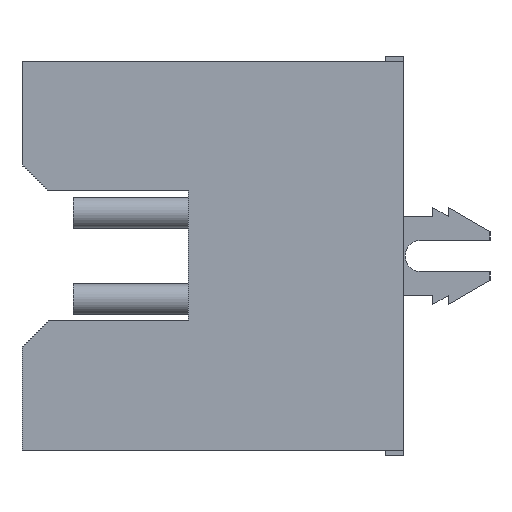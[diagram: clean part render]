
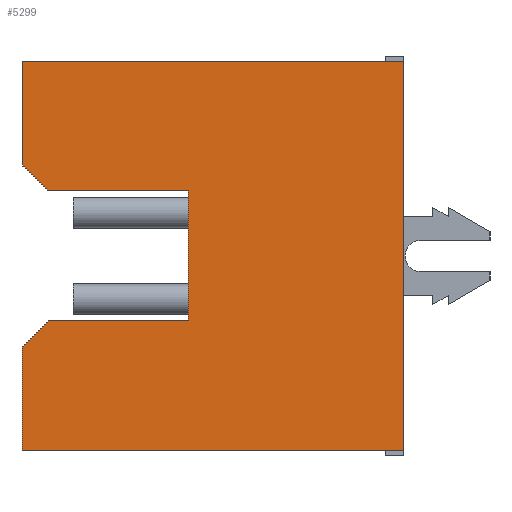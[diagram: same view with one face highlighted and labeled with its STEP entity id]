
A CAD part, left-side view. The second image highlights one B-rep face of the part: STEP entity #5299.
In plain terms, the highlighted planar face has unit normal (-1, 0, 0).
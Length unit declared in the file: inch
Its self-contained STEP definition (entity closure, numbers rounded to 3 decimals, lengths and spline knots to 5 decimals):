
#289=ORIENTED_EDGE('',*,*,#1838,.T.);
#290=ORIENTED_EDGE('',*,*,#1813,.T.);
#291=ORIENTED_EDGE('',*,*,#1839,.F.);
#292=ORIENTED_EDGE('',*,*,#1811,.F.);
#293=ORIENTED_EDGE('',*,*,#1840,.T.);
#294=ORIENTED_EDGE('',*,*,#1826,.F.);
#295=ORIENTED_EDGE('',*,*,#1779,.T.);
#296=ORIENTED_EDGE('',*,*,#1804,.T.);
#297=ORIENTED_EDGE('',*,*,#1841,.F.);
#298=ORIENTED_EDGE('',*,*,#1835,.F.);
#1779=EDGE_CURVE('',#2558,#2557,#3086,.T.);
#1804=EDGE_CURVE('',#2557,#2578,#3111,.T.);
#1811=EDGE_CURVE('',#2585,#2586,#3118,.T.);
#1813=EDGE_CURVE('',#2587,#2588,#3120,.T.);
#1826=EDGE_CURVE('',#2558,#2598,#3133,.T.);
#1835=EDGE_CURVE('',#2606,#2607,#3142,.T.);
#1838=EDGE_CURVE('',#2606,#2587,#3145,.T.);
#1839=EDGE_CURVE('',#2586,#2588,#3146,.T.);
#1840=EDGE_CURVE('',#2585,#2598,#3147,.T.);
#1841=EDGE_CURVE('',#2607,#2578,#3148,.T.);
#2557=VERTEX_POINT('',#7535);
#2558=VERTEX_POINT('',#7537);
#2578=VERTEX_POINT('',#7586);
#2585=VERTEX_POINT('',#7601);
#2586=VERTEX_POINT('',#7603);
#2587=VERTEX_POINT('',#7607);
#2588=VERTEX_POINT('',#7608);
#2598=VERTEX_POINT('',#7632);
#2606=VERTEX_POINT('',#7649);
#2607=VERTEX_POINT('',#7651);
#3086=LINE('',#7536,#3740);
#3111=LINE('',#7587,#3765);
#3118=LINE('',#7602,#3772);
#3120=LINE('',#7606,#3774);
#3133=LINE('',#7631,#3787);
#3142=LINE('',#7650,#3796);
#3145=LINE('',#7656,#3799);
#3146=LINE('',#7657,#3800);
#3147=LINE('',#7658,#3801);
#3148=LINE('',#7659,#3802);
#3740=VECTOR('',#6037,39.37008);
#3765=VECTOR('',#6072,39.37008);
#3772=VECTOR('',#6081,39.37008);
#3774=VECTOR('',#6085,39.37008);
#3787=VECTOR('',#6100,39.37008);
#3796=VECTOR('',#6111,39.37008);
#3799=VECTOR('',#6116,39.37008);
#3800=VECTOR('',#6117,39.37008);
#3801=VECTOR('',#6118,39.37008);
#3802=VECTOR('',#6119,39.37008);
#4399=EDGE_LOOP('',(#289,#290,#291,#292,#293,#294,#295,#296,#297,#298));
#4734=FACE_BOUND('',#4399,.T.);
#5068=PLANE('',#5618);
#5299=ADVANCED_FACE('',(#4734),#5068,.F.);
#5618=AXIS2_PLACEMENT_3D('',#7655,#6114,#6115);
#6037=DIRECTION('',(0.,-1.,0.));
#6072=DIRECTION('',(0.,0.,1.));
#6081=DIRECTION('',(0.,-1.,0.));
#6085=DIRECTION('',(0.,-1.,0.));
#6100=DIRECTION('',(0.,0.,1.));
#6111=DIRECTION('',(0.,0.,1.));
#6114=DIRECTION('',(1.,0.,0.));
#6115=DIRECTION('',(0.,0.,-1.));
#6116=DIRECTION('',(0.,-0.707,-0.707));
#6117=DIRECTION('',(0.,0.,1.));
#6118=DIRECTION('',(0.,0.707,-0.707));
#6119=DIRECTION('',(0.,-1.,0.));
#7535=CARTESIAN_POINT('',(-0.3125,0.,-0.1125));
#7536=CARTESIAN_POINT('',(-0.3125,0.22,-0.1125));
#7537=CARTESIAN_POINT('',(-0.3125,0.22,-0.1125));
#7586=CARTESIAN_POINT('',(-0.3125,0.,0.1125));
#7587=CARTESIAN_POINT('',(-0.3125,0.,-0.1125));
#7601=CARTESIAN_POINT('',(-0.3125,0.205,-0.0375));
#7602=CARTESIAN_POINT('',(-0.3125,0.316,-0.0375));
#7603=CARTESIAN_POINT('',(-0.3125,0.124,-0.0375));
#7606=CARTESIAN_POINT('',(-0.3125,0.316,0.0375));
#7607=CARTESIAN_POINT('',(-0.3125,0.205,0.0375));
#7608=CARTESIAN_POINT('',(-0.3125,0.124,0.0375));
#7631=CARTESIAN_POINT('',(-0.3125,0.22,-0.1125));
#7632=CARTESIAN_POINT('',(-0.3125,0.22,-0.0525));
#7649=CARTESIAN_POINT('',(-0.3125,0.22,0.0525));
#7650=CARTESIAN_POINT('',(-0.3125,0.22,-0.1125));
#7651=CARTESIAN_POINT('',(-0.3125,0.22,0.1125));
#7655=CARTESIAN_POINT('',(-0.3125,0.22,-0.1125));
#7656=CARTESIAN_POINT('',(-0.3125,0.22,0.0525));
#7657=CARTESIAN_POINT('',(-0.3125,0.124,-0.0375));
#7658=CARTESIAN_POINT('',(-0.3125,0.205,-0.0375));
#7659=CARTESIAN_POINT('',(-0.3125,0.22,0.1125));
